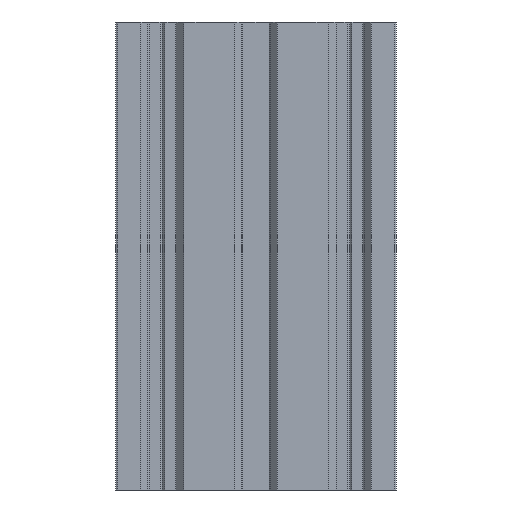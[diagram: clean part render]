
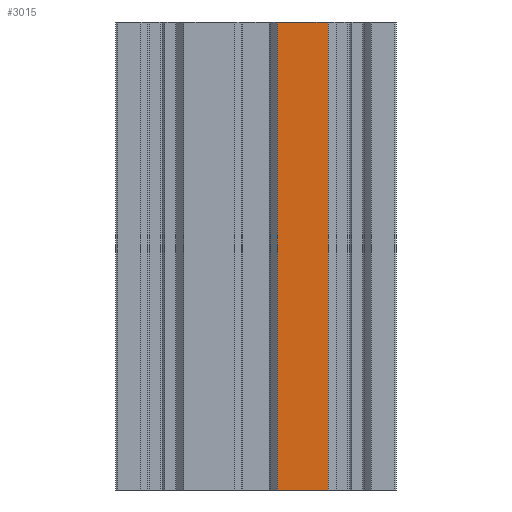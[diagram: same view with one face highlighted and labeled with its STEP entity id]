
A CAD part, front view. The second image highlights one B-rep face of the part: STEP entity #3015.
In plain terms, the highlighted planar face has unit normal (0, -1, 0).
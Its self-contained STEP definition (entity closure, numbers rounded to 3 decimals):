
#32=PLANE('',#3182);
#177=FACE_OUTER_BOUND('',#328,.T.);
#328=EDGE_LOOP('',(#2138,#2139,#2140,#2141));
#503=LINE('',#4155,#936);
#505=LINE('',#4159,#938);
#506=LINE('',#4161,#939);
#507=LINE('',#4162,#940);
#936=VECTOR('',#3381,10.);
#938=VECTOR('',#3385,10.);
#939=VECTOR('',#3386,10.);
#940=VECTOR('',#3387,10.);
#1379=VERTEX_POINT('',#4152);
#1380=VERTEX_POINT('',#4154);
#1381=VERTEX_POINT('',#4158);
#1382=VERTEX_POINT('',#4160);
#1683=EDGE_CURVE('',#1380,#1379,#503,.T.);
#1685=EDGE_CURVE('',#1381,#1379,#505,.T.);
#1686=EDGE_CURVE('',#1382,#1381,#506,.T.);
#1687=EDGE_CURVE('',#1380,#1382,#507,.T.);
#2138=ORIENTED_EDGE('',*,*,#1683,.T.);
#2139=ORIENTED_EDGE('',*,*,#1685,.F.);
#2140=ORIENTED_EDGE('',*,*,#1686,.F.);
#2141=ORIENTED_EDGE('',*,*,#1687,.F.);
#3015=ADVANCED_FACE('',(#177),#32,.T.);
#3182=AXIS2_PLACEMENT_3D('',#4157,#3383,#3384);
#3381=DIRECTION('',(0.,0.,1.));
#3383=DIRECTION('center_axis',(0.,-1.,0.));
#3384=DIRECTION('ref_axis',(1.,0.,0.));
#3385=DIRECTION('',(1.,0.,0.));
#3386=DIRECTION('',(0.,0.,1.));
#3387=DIRECTION('',(-1.,0.,0.));
#4152=CARTESIAN_POINT('',(15.42,-10.,50.));
#4154=CARTESIAN_POINT('',(15.42,-10.,-50.));
#4155=CARTESIAN_POINT('',(15.42,-10.,0.));
#4157=CARTESIAN_POINT('Origin',(4.58,-10.,0.));
#4158=CARTESIAN_POINT('',(4.58,-10.,50.));
#4159=CARTESIAN_POINT('',(4.58,-10.,50.));
#4160=CARTESIAN_POINT('',(4.58,-10.,-50.));
#4161=CARTESIAN_POINT('',(4.58,-10.,0.));
#4162=CARTESIAN_POINT('',(4.58,-10.,-50.));
